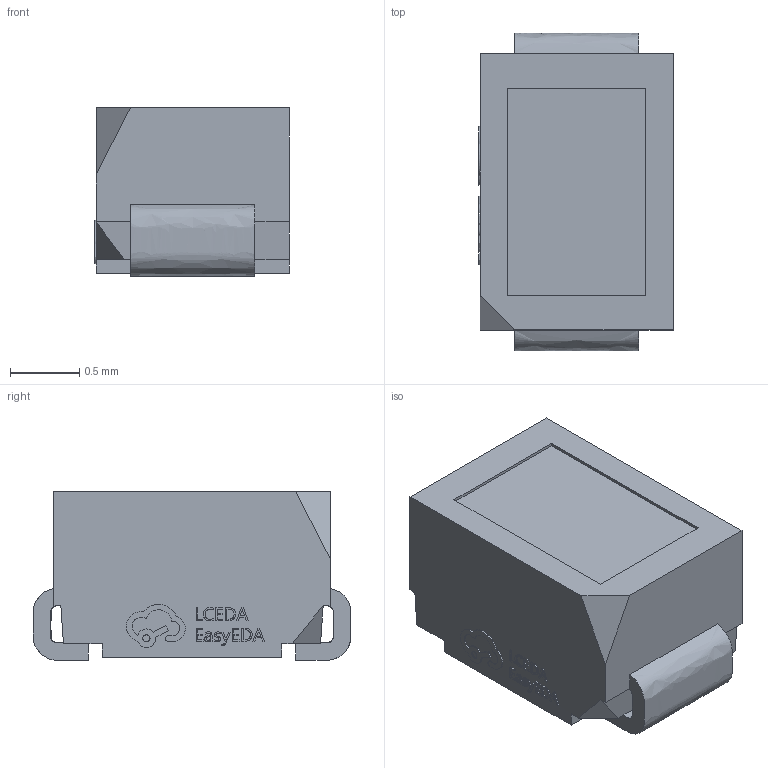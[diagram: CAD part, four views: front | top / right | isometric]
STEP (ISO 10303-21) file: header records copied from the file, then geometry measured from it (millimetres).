
FILE_DESCRIPTION (( 'STEP AP214' ), '1' );
FILE_NAME ('LED-SMD_L2.0-W1.4-LS2.2-FD-A.STEP', '2022-07-18T07:46:46', ( 'PC' ), ( 'Microsoft' ), 'SwSTEP 2.0', 'SolidWorks 2020', '' );
FILE_SCHEMA (( 'AUTOMOTIVE_DESIGN' ));
Length unit declared in the file: millimetre
Products named in the file (1): LED-SMD_L2.0-W1.4-LS2.2-FD-A
Bounding box: 1.41 x 2.3 x 1.22 mm (x, y, z)
Volume: 3.4 mm3; surface area: 30.5 mm2
Topology: 2 solids, 2 shells, 262 faces, 723 edges, 481 vertices
Faces by surface type: plane 159, bspline 103
Entity records: 11995 total; most frequent: CARTESIAN_POINT 3124, ORIENTED_EDGE 1446, DIRECTION 832, EDGE_CURVE 723, LINE 512, VECTOR 512, VERTEX_POINT 481, EDGE_LOOP 282
